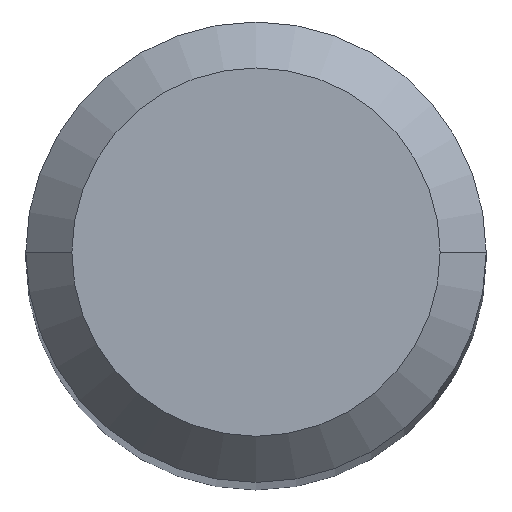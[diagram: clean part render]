
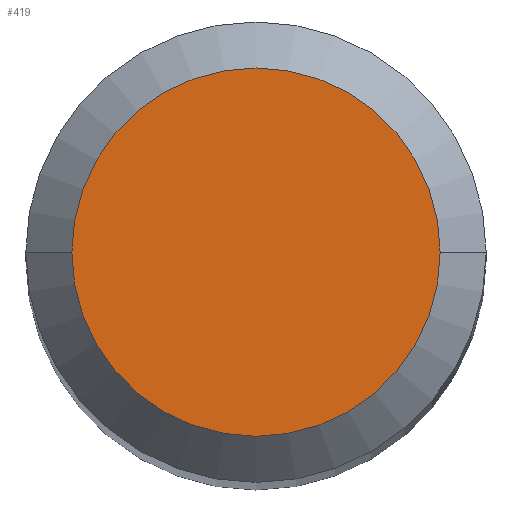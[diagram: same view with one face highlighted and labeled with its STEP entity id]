
A CAD part, top view. The second image highlights one B-rep face of the part: STEP entity #419.
In plain terms, the highlighted planar face has unit normal (0, 0, 1).
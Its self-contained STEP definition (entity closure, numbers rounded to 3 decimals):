
#49 = FACE_OUTER_BOUND ( 'NONE', #415, .T. ) ;
#64 = VERTEX_POINT ( 'NONE', #394 ) ;
#85 = PLANE ( 'NONE',  #414 ) ;
#88 = CARTESIAN_POINT ( 'NONE',  ( 0., 0., 38. ) ) ;
#89 = DIRECTION ( 'NONE',  ( -1., 0., 0. ) ) ;
#100 = DIRECTION ( 'NONE',  ( -1., 0., 0. ) ) ;
#114 = AXIS2_PLACEMENT_3D ( 'NONE', #88, #588, #100 ) ;
#208 = DIRECTION ( 'NONE',  ( -1., 0., 0. ) ) ;
#329 = DIRECTION ( 'NONE',  ( 0., 0., -1. ) ) ;
#340 = CIRCLE ( 'NONE', #114, 1.2 ) ;
#380 = CARTESIAN_POINT ( 'NONE',  ( 0., 0., 38. ) ) ;
#393 = EDGE_CURVE ( 'NONE', #473, #64, #340, .T. ) ;
#394 = CARTESIAN_POINT ( 'NONE',  ( 1.2, 0., 38. ) ) ;
#414 = AXIS2_PLACEMENT_3D ( 'NONE', #539, #329, #208 ) ;
#415 = EDGE_LOOP ( 'NONE', ( #623, #504 ) ) ;
#419 = ADVANCED_FACE ( 'NONE', ( #49 ), #85, .F. ) ;
#428 = CIRCLE ( 'NONE', #508, 1.2 ) ;
#473 = VERTEX_POINT ( 'NONE', #614 ) ;
#504 = ORIENTED_EDGE ( 'NONE', *, *, #676, .F. ) ;
#508 = AXIS2_PLACEMENT_3D ( 'NONE', #380, #645, #89 ) ;
#539 = CARTESIAN_POINT ( 'NONE',  ( 0., 0., 38. ) ) ;
#588 = DIRECTION ( 'NONE',  ( 0., 0., -1. ) ) ;
#614 = CARTESIAN_POINT ( 'NONE',  ( -1.2, 0., 38. ) ) ;
#623 = ORIENTED_EDGE ( 'NONE', *, *, #393, .F. ) ;
#645 = DIRECTION ( 'NONE',  ( 0., 0., -1. ) ) ;
#676 = EDGE_CURVE ( 'NONE', #64, #473, #428, .T. ) ;
